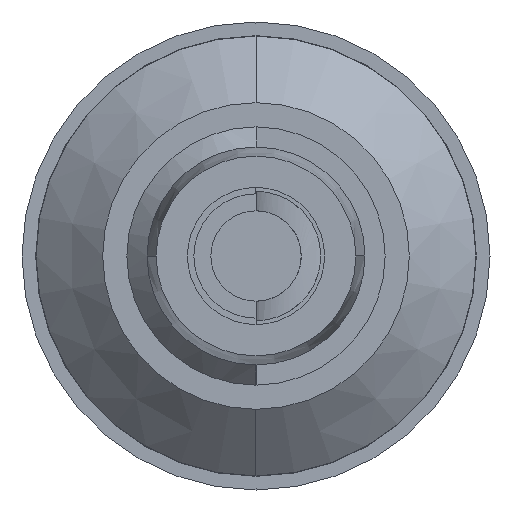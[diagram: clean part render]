
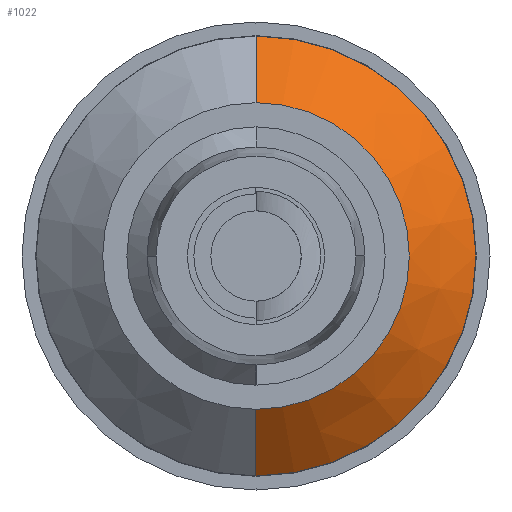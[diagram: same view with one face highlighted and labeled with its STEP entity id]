
A CAD part, front view. The second image highlights one B-rep face of the part: STEP entity #1022.
In plain terms, the highlighted conical face has half-angle 49.686 degrees and reference radius 2.312 mm.
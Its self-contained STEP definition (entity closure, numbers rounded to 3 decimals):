
#858=CONICAL_SURFACE('',#2794,2.313,49.686);
#1022=ADVANCED_FACE('',(#1157),#858,.T.);
#1157=FACE_OUTER_BOUND('',#1274,.T.);
#1274=EDGE_LOOP('',(#1964,#1965,#1966,#1967));
#1358=LINE('',#4296,#1440);
#1359=LINE('',#4300,#1441);
#1440=VECTOR('',#3328,1.);
#1441=VECTOR('',#3331,1.);
#1964=ORIENTED_EDGE('',*,*,#2428,.F.);
#1965=ORIENTED_EDGE('',*,*,#2429,.T.);
#1966=ORIENTED_EDGE('',*,*,#2430,.F.);
#1967=ORIENTED_EDGE('',*,*,#2431,.T.);
#2160=VERTEX_POINT('',#4289);
#2161=VERTEX_POINT('',#4290);
#2162=VERTEX_POINT('',#4297);
#2163=VERTEX_POINT('',#4299);
#2428=EDGE_CURVE('',#2161,#2160,#2563,.T.);
#2429=EDGE_CURVE('',#2161,#2162,#1358,.T.);
#2430=EDGE_CURVE('',#2163,#2162,#2564,.T.);
#2431=EDGE_CURVE('',#2163,#2160,#1359,.T.);
#2563=CIRCLE('',#2791,2.725);
#2564=CIRCLE('',#2793,1.9);
#2791=AXIS2_PLACEMENT_3D('',#4294,#3324,#3325);
#2793=AXIS2_PLACEMENT_3D('',#4298,#3329,#3330);
#2794=AXIS2_PLACEMENT_3D('',#4301,#3332,#3333);
#3324=DIRECTION('',(0.,1.,0.));
#3325=DIRECTION('',(0.,0.,1.));
#3328=DIRECTION('',(0.,-0.647,-0.763));
#3329=DIRECTION('',(0.,-1.,0.));
#3330=DIRECTION('',(0.,0.,-1.));
#3331=DIRECTION('',(0.,0.647,-0.763));
#3332=DIRECTION('',(0.,1.,0.));
#3333=DIRECTION('',(0.,0.,1.));
#4289=CARTESIAN_POINT('',(0.,-10.61,-2.725));
#4290=CARTESIAN_POINT('',(0.,-10.61,2.725));
#4294=CARTESIAN_POINT('',(0.,-10.61,0.));
#4296=CARTESIAN_POINT('',(0.,-10.61,2.725));
#4297=CARTESIAN_POINT('',(0.,-11.31,1.9));
#4298=CARTESIAN_POINT('',(0.,-11.31,0.));
#4299=CARTESIAN_POINT('',(0.,-11.31,-1.9));
#4300=CARTESIAN_POINT('',(0.,-11.31,-1.9));
#4301=CARTESIAN_POINT('',(0.,-10.96,0.));
